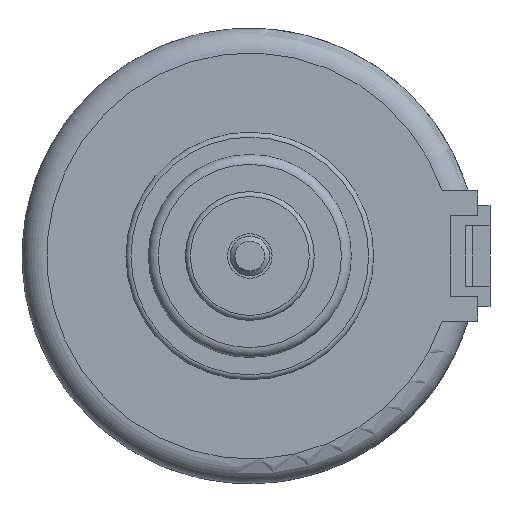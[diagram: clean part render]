
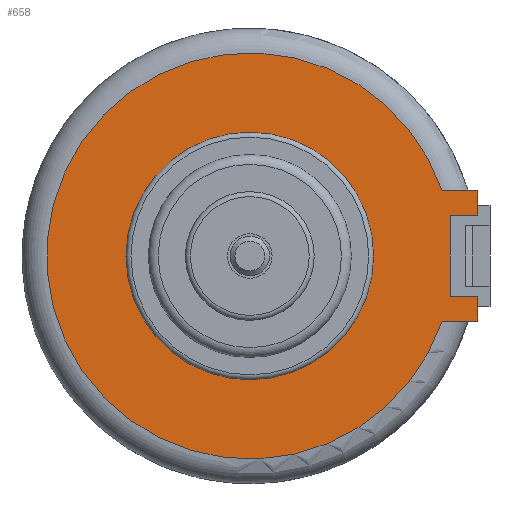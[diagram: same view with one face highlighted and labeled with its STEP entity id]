
A CAD part, left-side view. The second image highlights one B-rep face of the part: STEP entity #658.
In plain terms, the highlighted planar face has unit normal (-1, 0, 0).
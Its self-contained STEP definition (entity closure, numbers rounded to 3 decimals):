
#289=CARTESIAN_POINT('',(24.8,0.0,-25.));
#290=VERTEX_POINT('',#289);
#291=CARTESIAN_POINT('',(24.8,0.0,0.));
#292=DIRECTION('',(1.0,0.0,0.0));
#293=DIRECTION('',(0.0,0.0,-1.0));
#294=AXIS2_PLACEMENT_3D('',#291,#292,#293);
#295=CIRCLE('',#294,25.);
#296=EDGE_CURVE('',#290,#290,#295,.T.);
#528=CARTESIAN_POINT('',(24.8,-38.834,-13.15));
#529=VERTEX_POINT('',#528);
#551=CARTESIAN_POINT('',(24.8,-38.834,13.15));
#552=VERTEX_POINT('',#551);
#553=CARTESIAN_POINT('',(24.8,0.0,0.0));
#554=DIRECTION('',(1.0,0.0,0.0));
#555=DIRECTION('',(0.0,1.0,0.0));
#556=AXIS2_PLACEMENT_3D('',#553,#554,#555);
#557=CIRCLE('',#556,41.);
#558=EDGE_CURVE('',#529,#552,#557,.T.);
#593=CARTESIAN_POINT('',(24.8,30.5,0.0));
#594=DIRECTION('',(-1.0,0.0,0.0));
#595=DIRECTION('',(0.0,0.0,1.0));
#596=AXIS2_PLACEMENT_3D('',#593,#594,#595);
#597=PLANE('',#596);
#598=CARTESIAN_POINT('',(24.8,-46.,13.15));
#599=VERTEX_POINT('',#598);
#600=CARTESIAN_POINT('',(24.8,-38.834,13.15));
#601=DIRECTION('',(0.0,-1.0,0.));
#602=VECTOR('',#601,7.166);
#603=LINE('',#600,#602);
#604=EDGE_CURVE('',#552,#599,#603,.T.);
#605=ORIENTED_EDGE('',*,*,#604,.F.);
#606=ORIENTED_EDGE('',*,*,#558,.F.);
#607=CARTESIAN_POINT('',(24.8,-46.,-13.15));
#608=VERTEX_POINT('',#607);
#609=CARTESIAN_POINT('',(24.8,-46.,-13.15));
#610=DIRECTION('',(0.0,1.0,0.));
#611=VECTOR('',#610,7.166);
#612=LINE('',#609,#611);
#613=EDGE_CURVE('',#608,#529,#612,.T.);
#614=ORIENTED_EDGE('',*,*,#613,.F.);
#615=CARTESIAN_POINT('',(24.8,-46.,-8.15));
#616=VERTEX_POINT('',#615);
#617=CARTESIAN_POINT('',(24.8,-46.,-13.15));
#618=DIRECTION('',(0.0,0.0,1.0));
#619=VECTOR('',#618,5.);
#620=LINE('',#617,#619);
#621=EDGE_CURVE('',#608,#616,#620,.T.);
#622=ORIENTED_EDGE('',*,*,#621,.T.);
#623=CARTESIAN_POINT('',(24.8,-40.5,-8.15));
#624=VERTEX_POINT('',#623);
#625=CARTESIAN_POINT('',(24.8,-46.,-8.15));
#626=DIRECTION('',(0.0,1.0,0.0));
#627=VECTOR('',#626,5.5);
#628=LINE('',#625,#627);
#629=EDGE_CURVE('',#616,#624,#628,.T.);
#630=ORIENTED_EDGE('',*,*,#629,.T.);
#631=CARTESIAN_POINT('',(24.8,-40.5,8.15));
#632=VERTEX_POINT('',#631);
#633=CARTESIAN_POINT('',(24.8,-40.5,-8.15));
#634=DIRECTION('',(0.0,0.0,1.0));
#635=VECTOR('',#634,16.3);
#636=LINE('',#633,#635);
#637=EDGE_CURVE('',#624,#632,#636,.T.);
#638=ORIENTED_EDGE('',*,*,#637,.T.);
#639=CARTESIAN_POINT('',(24.8,-46.,8.15));
#640=VERTEX_POINT('',#639);
#641=CARTESIAN_POINT('',(24.8,-40.5,8.15));
#642=DIRECTION('',(0.0,-1.0,0.0));
#643=VECTOR('',#642,5.5);
#644=LINE('',#641,#643);
#645=EDGE_CURVE('',#632,#640,#644,.T.);
#646=ORIENTED_EDGE('',*,*,#645,.T.);
#647=CARTESIAN_POINT('',(24.8,-46.,8.15));
#648=DIRECTION('',(0.0,0.0,1.0));
#649=VECTOR('',#648,5.);
#650=LINE('',#647,#649);
#651=EDGE_CURVE('',#640,#599,#650,.T.);
#652=ORIENTED_EDGE('',*,*,#651,.T.);
#653=EDGE_LOOP('',(#605,#606,#614,#622,#630,#638,#646,#652));
#654=FACE_OUTER_BOUND('',#653,.T.);
#655=ORIENTED_EDGE('',*,*,#296,.T.);
#656=EDGE_LOOP('',(#655));
#657=FACE_BOUND('',#656,.T.);
#658=ADVANCED_FACE('',(#654,#657),#597,.T.);
